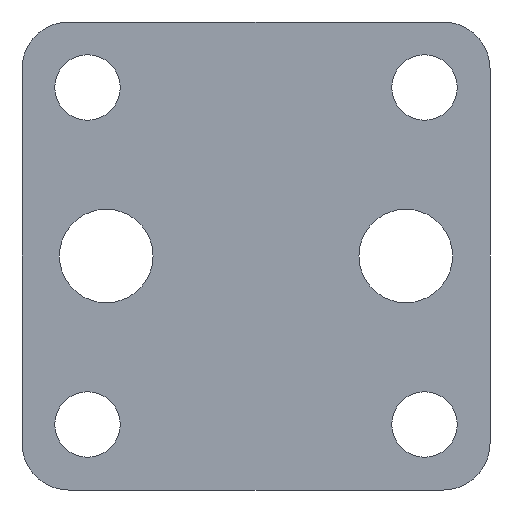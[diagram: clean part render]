
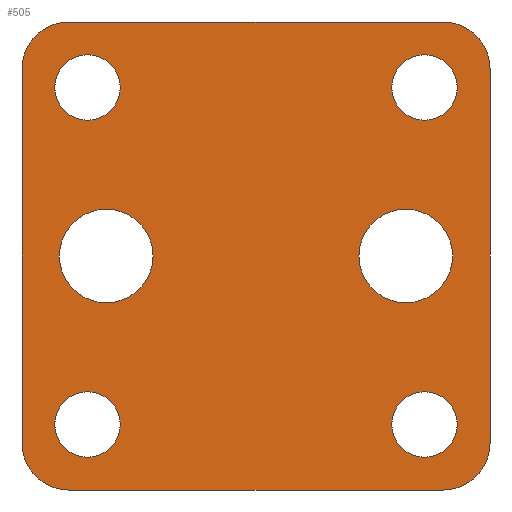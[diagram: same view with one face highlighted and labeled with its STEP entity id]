
A CAD part, front view. The second image highlights one B-rep face of the part: STEP entity #505.
In plain terms, the highlighted planar face has unit normal (0, -1, 0).
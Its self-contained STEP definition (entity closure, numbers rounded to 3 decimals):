
#24 = VERTEX_POINT('',#25);
#25 = CARTESIAN_POINT('',(-20.,-10.,-25.));
#31 = EDGE_CURVE('',#24,#32,#34,.T.);
#32 = VERTEX_POINT('',#33);
#33 = CARTESIAN_POINT('',(20.,-10.,-25.));
#34 = LINE('',#35,#36);
#35 = CARTESIAN_POINT('',(-20.,-10.,-25.));
#36 = VECTOR('',#37,1.);
#37 = DIRECTION('',(1.,0.,0.));
#62 = EDGE_CURVE('',#32,#63,#65,.T.);
#63 = VERTEX_POINT('',#64);
#64 = CARTESIAN_POINT('',(25.,-10.,-20.));
#65 = CIRCLE('',#66,5.);
#66 = AXIS2_PLACEMENT_3D('',#67,#68,#69);
#67 = CARTESIAN_POINT('',(20.,-10.,-20.));
#68 = DIRECTION('',(0.,-1.,0.));
#69 = DIRECTION('',(1.,0.,0.));
#95 = EDGE_CURVE('',#63,#96,#98,.T.);
#96 = VERTEX_POINT('',#97);
#97 = CARTESIAN_POINT('',(25.,-10.,20.));
#98 = LINE('',#99,#100);
#99 = CARTESIAN_POINT('',(25.,-10.,-20.));
#100 = VECTOR('',#101,1.);
#101 = DIRECTION('',(0.,0.,1.));
#126 = EDGE_CURVE('',#96,#127,#129,.T.);
#127 = VERTEX_POINT('',#128);
#128 = CARTESIAN_POINT('',(20.,-10.,25.));
#129 = CIRCLE('',#130,5.);
#130 = AXIS2_PLACEMENT_3D('',#131,#132,#133);
#131 = CARTESIAN_POINT('',(20.,-10.,20.));
#132 = DIRECTION('',(0.,-1.,0.));
#133 = DIRECTION('',(1.,0.,0.));
#159 = EDGE_CURVE('',#127,#160,#162,.T.);
#160 = VERTEX_POINT('',#161);
#161 = CARTESIAN_POINT('',(-20.,-10.,25.));
#162 = LINE('',#163,#164);
#163 = CARTESIAN_POINT('',(20.,-10.,25.));
#164 = VECTOR('',#165,1.);
#165 = DIRECTION('',(-1.,0.,0.));
#190 = EDGE_CURVE('',#160,#191,#193,.T.);
#191 = VERTEX_POINT('',#192);
#192 = CARTESIAN_POINT('',(-25.,-10.,20.));
#193 = CIRCLE('',#194,5.);
#194 = AXIS2_PLACEMENT_3D('',#195,#196,#197);
#195 = CARTESIAN_POINT('',(-20.,-10.,20.));
#196 = DIRECTION('',(0.,-1.,0.));
#197 = DIRECTION('',(1.,0.,0.));
#223 = EDGE_CURVE('',#191,#224,#226,.T.);
#224 = VERTEX_POINT('',#225);
#225 = CARTESIAN_POINT('',(-25.,-10.,-20.));
#226 = LINE('',#227,#228);
#227 = CARTESIAN_POINT('',(-25.,-10.,20.));
#228 = VECTOR('',#229,1.);
#229 = DIRECTION('',(0.,0.,-1.));
#254 = EDGE_CURVE('',#224,#24,#255,.T.);
#255 = CIRCLE('',#256,5.);
#256 = AXIS2_PLACEMENT_3D('',#257,#258,#259);
#257 = CARTESIAN_POINT('',(-20.,-10.,-20.));
#258 = DIRECTION('',(0.,-1.,0.));
#259 = DIRECTION('',(1.,0.,0.));
#280 = VERTEX_POINT('',#281);
#281 = CARTESIAN_POINT('',(21.,-10.,0.));
#287 = EDGE_CURVE('',#280,#280,#288,.T.);
#288 = CIRCLE('',#289,5.);
#289 = AXIS2_PLACEMENT_3D('',#290,#291,#292);
#290 = CARTESIAN_POINT('',(16.,-10.,0.));
#291 = DIRECTION('',(0.,-1.,0.));
#292 = DIRECTION('',(1.,0.,0.));
#313 = VERTEX_POINT('',#314);
#314 = CARTESIAN_POINT('',(-11.,-10.,0.));
#320 = EDGE_CURVE('',#313,#313,#321,.T.);
#321 = CIRCLE('',#322,5.);
#322 = AXIS2_PLACEMENT_3D('',#323,#324,#325);
#323 = CARTESIAN_POINT('',(-16.,-10.,0.));
#324 = DIRECTION('',(0.,-1.,0.));
#325 = DIRECTION('',(1.,0.,0.));
#346 = VERTEX_POINT('',#347);
#347 = CARTESIAN_POINT('',(21.5,-10.,18.));
#353 = EDGE_CURVE('',#346,#346,#354,.T.);
#354 = CIRCLE('',#355,3.5);
#355 = AXIS2_PLACEMENT_3D('',#356,#357,#358);
#356 = CARTESIAN_POINT('',(18.,-10.,18.));
#357 = DIRECTION('',(0.,-1.,0.));
#358 = DIRECTION('',(1.,0.,0.));
#379 = VERTEX_POINT('',#380);
#380 = CARTESIAN_POINT('',(21.5,-10.,-18.));
#386 = EDGE_CURVE('',#379,#379,#387,.T.);
#387 = CIRCLE('',#388,3.5);
#388 = AXIS2_PLACEMENT_3D('',#389,#390,#391);
#389 = CARTESIAN_POINT('',(18.,-10.,-18.));
#390 = DIRECTION('',(0.,-1.,0.));
#391 = DIRECTION('',(1.,0.,0.));
#412 = VERTEX_POINT('',#413);
#413 = CARTESIAN_POINT('',(-14.499,-10.,-17.999));
#419 = EDGE_CURVE('',#412,#412,#420,.T.);
#420 = CIRCLE('',#421,3.5);
#421 = AXIS2_PLACEMENT_3D('',#422,#423,#424);
#422 = CARTESIAN_POINT('',(-17.999,-10.,-17.999));
#423 = DIRECTION('',(0.,-1.,0.));
#424 = DIRECTION('',(1.,0.,0.));
#445 = VERTEX_POINT('',#446);
#446 = CARTESIAN_POINT('',(-14.5,-10.,18.));
#452 = EDGE_CURVE('',#445,#445,#453,.T.);
#453 = CIRCLE('',#454,3.5);
#454 = AXIS2_PLACEMENT_3D('',#455,#456,#457);
#455 = CARTESIAN_POINT('',(-18.,-10.,18.));
#456 = DIRECTION('',(0.,-1.,0.));
#457 = DIRECTION('',(1.,0.,0.));
#505 = ADVANCED_FACE('',(#506,#516,#519,#522,#525,#528,#531),#534,.F.);
#506 = FACE_BOUND('',#507,.T.);
#507 = EDGE_LOOP('',(#508,#509,#510,#511,#512,#513,#514,#515));
#508 = ORIENTED_EDGE('',*,*,#31,.T.);
#509 = ORIENTED_EDGE('',*,*,#62,.T.);
#510 = ORIENTED_EDGE('',*,*,#95,.T.);
#511 = ORIENTED_EDGE('',*,*,#126,.T.);
#512 = ORIENTED_EDGE('',*,*,#159,.T.);
#513 = ORIENTED_EDGE('',*,*,#190,.T.);
#514 = ORIENTED_EDGE('',*,*,#223,.T.);
#515 = ORIENTED_EDGE('',*,*,#254,.T.);
#516 = FACE_BOUND('',#517,.F.);
#517 = EDGE_LOOP('',(#518));
#518 = ORIENTED_EDGE('',*,*,#287,.T.);
#519 = FACE_BOUND('',#520,.F.);
#520 = EDGE_LOOP('',(#521));
#521 = ORIENTED_EDGE('',*,*,#320,.T.);
#522 = FACE_BOUND('',#523,.F.);
#523 = EDGE_LOOP('',(#524));
#524 = ORIENTED_EDGE('',*,*,#353,.T.);
#525 = FACE_BOUND('',#526,.F.);
#526 = EDGE_LOOP('',(#527));
#527 = ORIENTED_EDGE('',*,*,#386,.T.);
#528 = FACE_BOUND('',#529,.F.);
#529 = EDGE_LOOP('',(#530));
#530 = ORIENTED_EDGE('',*,*,#419,.T.);
#531 = FACE_BOUND('',#532,.F.);
#532 = EDGE_LOOP('',(#533));
#533 = ORIENTED_EDGE('',*,*,#452,.T.);
#534 = PLANE('',#535);
#535 = AXIS2_PLACEMENT_3D('',#536,#537,#538);
#536 = CARTESIAN_POINT('',(0.,-10.,0.));
#537 = DIRECTION('',(0.,1.,0.));
#538 = DIRECTION('',(0.,0.,1.));
